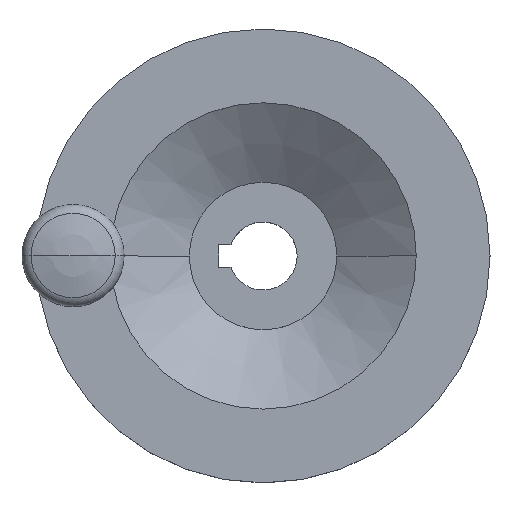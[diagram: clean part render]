
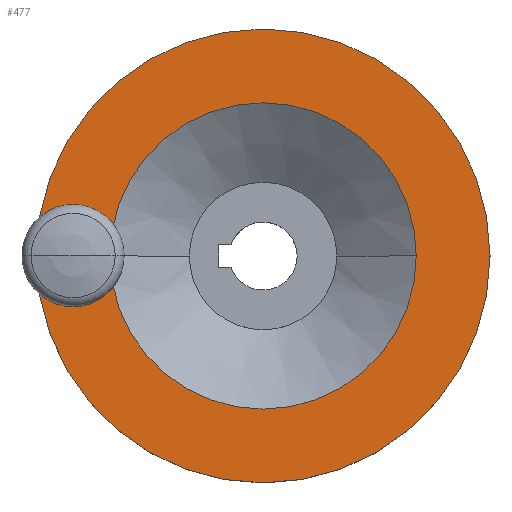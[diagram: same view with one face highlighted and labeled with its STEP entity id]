
A CAD part, top view. The second image highlights one B-rep face of the part: STEP entity #477.
In plain terms, the highlighted planar face has unit normal (0, 0, 1).
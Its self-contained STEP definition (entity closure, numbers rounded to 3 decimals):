
#217=EDGE_CURVE('',#335,#461,#548,.T.);
#221=EDGE_CURVE('',#473,#305,#553,.T.);
#237=EDGE_CURVE('',#321,#279,#572,.T.);
#273=EDGE_CURVE('',#279,#321,#613,.T.);
#279=VERTEX_POINT('',#620);
#305=VERTEX_POINT('',#650);
#321=VERTEX_POINT('',#668);
#335=VERTEX_POINT('',#684);
#425=EDGE_CURVE('',#461,#335,#787,.T.);
#445=EDGE_CURVE('',#305,#473,#808,.T.);
#461=VERTEX_POINT('',#825);
#473=VERTEX_POINT('',#837);
#477=ADVANCED_FACE('',(#842,#843,#844),#845,.T.);
#548=CIRCLE('',#927,40.0);
#553=CIRCLE('',#933,27.0);
#572=CIRCLE('',#957,5.0);
#613=CIRCLE('',#1013,5.0);
#620=CARTESIAN_POINT('',(-28.5,0.,26.0));
#650=CARTESIAN_POINT('',(27.,0.,26.0));
#668=CARTESIAN_POINT('',(-38.5,0.,26.0));
#684=CARTESIAN_POINT('',(40.,0.,26.0));
#787=CIRCLE('',#1240,40.0);
#808=CIRCLE('',#1265,27.0);
#825=CARTESIAN_POINT('',(-40.0,0.,26.0));
#837=CARTESIAN_POINT('',(-27.0,0.,26.0));
#842=FACE_BOUND('',#1306,.T.);
#843=FACE_OUTER_BOUND('',#1307,.T.);
#844=FACE_BOUND('',#1308,.T.);
#845=PLANE('',#1309);
#927=AXIS2_PLACEMENT_3D('',#1369,#1370,#1371);
#933=AXIS2_PLACEMENT_3D('',#1380,#1381,#1382);
#957=AXIS2_PLACEMENT_3D('',#1414,#1415,#1416);
#1013=AXIS2_PLACEMENT_3D('',#1474,#1475,#1476);
#1240=AXIS2_PLACEMENT_3D('',#1703,#1704,#1705);
#1265=AXIS2_PLACEMENT_3D('',#1717,#1718,#1719);
#1306=EDGE_LOOP('',(#1748,#1749));
#1307=EDGE_LOOP('',(#1750,#1751));
#1308=EDGE_LOOP('',(#1752,#1753));
#1309=AXIS2_PLACEMENT_3D('',#1754,#1755,#1756);
#1369=CARTESIAN_POINT('',(0.,0.,26.0));
#1370=DIRECTION('',(-0.0,0.0,-1.0));
#1371=DIRECTION('',(-1.0,0.,0.0));
#1380=CARTESIAN_POINT('',(0.,0.,26.0));
#1381=DIRECTION('',(-0.0,0.0,-1.0));
#1382=DIRECTION('',(-1.0,0.,0.0));
#1414=CARTESIAN_POINT('',(-33.5,0.,26.0));
#1415=DIRECTION('',(-0.0,0.0,-1.0));
#1416=DIRECTION('',(-1.0,0.,0.0));
#1474=CARTESIAN_POINT('',(-33.5,0.,26.0));
#1475=DIRECTION('',(-0.0,0.0,-1.0));
#1476=DIRECTION('',(-1.0,0.,0.0));
#1703=CARTESIAN_POINT('',(0.,0.,26.0));
#1704=DIRECTION('',(-0.0,0.0,-1.0));
#1705=DIRECTION('',(-1.0,0.,0.0));
#1717=CARTESIAN_POINT('',(0.,0.,26.0));
#1718=DIRECTION('',(-0.0,0.0,-1.0));
#1719=DIRECTION('',(-1.0,0.,0.0));
#1748=ORIENTED_EDGE('',*,*,#237,.T.);
#1749=ORIENTED_EDGE('',*,*,#273,.T.);
#1750=ORIENTED_EDGE('',*,*,#425,.F.);
#1751=ORIENTED_EDGE('',*,*,#217,.F.);
#1752=ORIENTED_EDGE('',*,*,#221,.T.);
#1753=ORIENTED_EDGE('',*,*,#445,.T.);
#1754=CARTESIAN_POINT('',(-33.5,0.,26.0));
#1755=DIRECTION('',(0.0,0.0,1.0));
#1756=DIRECTION('',(-1.0,0.,0.0));
